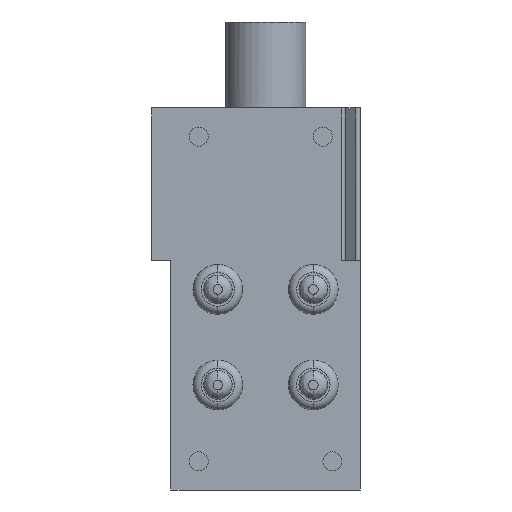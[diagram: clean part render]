
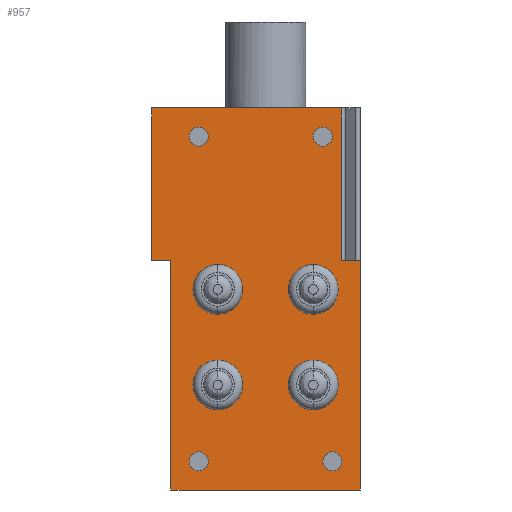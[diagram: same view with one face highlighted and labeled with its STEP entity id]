
A CAD part, front view. The second image highlights one B-rep face of the part: STEP entity #957.
In plain terms, the highlighted planar face has unit normal (0, -1, 0).
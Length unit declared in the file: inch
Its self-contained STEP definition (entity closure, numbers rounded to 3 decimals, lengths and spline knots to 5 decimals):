
#13=DIRECTION('',(0.,0.,-1.));
#14=VECTOR('',#13,0.24);
#15=CARTESIAN_POINT('',(-0.099,-0.17,0.015));
#16=LINE('',#15,#14);
#69=DIRECTION('',(0.,0.,-1.));
#70=VECTOR('',#69,0.24);
#71=CARTESIAN_POINT('',(0.099,-0.17,0.015));
#72=LINE('',#71,#70);
#73=DIRECTION('',(1.,0.,0.));
#74=VECTOR('',#73,0.198);
#75=CARTESIAN_POINT('',(-0.099,-0.17,-0.225));
#76=LINE('',#75,#74);
#276=DIRECTION('',(-1.,0.,0.));
#277=VECTOR('',#276,0.02);
#278=CARTESIAN_POINT('',(0.099,-0.17,0.015));
#279=LINE('',#278,#277);
#280=DIRECTION('',(-1.,0.,0.));
#281=VECTOR('',#280,0.02);
#282=CARTESIAN_POINT('',(-0.099,-0.17,0.015));
#283=LINE('',#282,#281);
#284=DIRECTION('',(1.,0.,0.));
#285=VECTOR('',#284,0.198);
#286=CARTESIAN_POINT('',(-0.119,-0.17,0.175));
#287=LINE('',#286,#285);
#288=DIRECTION('',(0.,0.,-1.));
#289=VECTOR('',#288,0.16);
#290=CARTESIAN_POINT('',(0.079,-0.17,0.175));
#291=LINE('',#290,#289);
#348=DIRECTION('',(0.,0.,1.));
#349=VECTOR('',#348,0.16);
#350=CARTESIAN_POINT('',(-0.119,-0.17,0.015));
#351=LINE('',#350,#349);
#530=CARTESIAN_POINT('',(-0.099,-0.17,-0.225));
#532=VERTEX_POINT('',#530);
#534=CARTESIAN_POINT('',(0.099,-0.17,-0.225));
#536=VERTEX_POINT('',#534);
#622=CARTESIAN_POINT('',(-0.099,-0.17,0.015));
#623=VERTEX_POINT('',#622);
#624=CARTESIAN_POINT('',(-0.119,-0.17,0.015));
#625=CARTESIAN_POINT('',(-0.119,-0.17,0.175));
#626=VERTEX_POINT('',#624);
#627=VERTEX_POINT('',#625);
#665=CARTESIAN_POINT('',(0.099,-0.17,0.015));
#667=VERTEX_POINT('',#665);
#675=CARTESIAN_POINT('',(0.079,-0.17,0.175));
#676=VERTEX_POINT('',#675);
#677=CARTESIAN_POINT('',(0.079,-0.17,0.015));
#678=VERTEX_POINT('',#677);
#938=CARTESIAN_POINT('',(-0.099,-0.17,0.175));
#939=DIRECTION('',(0.,-1.,0.));
#940=DIRECTION('',(0.,0.,-1.));
#941=AXIS2_PLACEMENT_3D('',#938,#939,#940);
#942=PLANE('',#941);
#944=ORIENTED_EDGE('',*,*,#943,.F.);
#945=ORIENTED_EDGE('',*,*,#746,.T.);
#946=ORIENTED_EDGE('',*,*,#757,.F.);
#947=ORIENTED_EDGE('',*,*,#706,.F.);
#949=ORIENTED_EDGE('',*,*,#948,.T.);
#951=ORIENTED_EDGE('',*,*,#950,.T.);
#952=ORIENTED_EDGE('',*,*,#927,.T.);
#954=ORIENTED_EDGE('',*,*,#953,.T.);
#955=EDGE_LOOP('',(#944,#945,#946,#947,#949,#951,#952,#954));
#956=FACE_OUTER_BOUND('',#955,.F.);
#957=ADVANCED_FACE('',(#956),#942,.T.);
#706=EDGE_CURVE('',#623,#532,#16,.T.);
#746=EDGE_CURVE('',#667,#536,#72,.T.);
#757=EDGE_CURVE('',#532,#536,#76,.T.);
#927=EDGE_CURVE('',#627,#676,#287,.T.);
#943=EDGE_CURVE('',#667,#678,#279,.T.);
#948=EDGE_CURVE('',#623,#626,#283,.T.);
#950=EDGE_CURVE('',#626,#627,#351,.T.);
#953=EDGE_CURVE('',#676,#678,#291,.T.);
